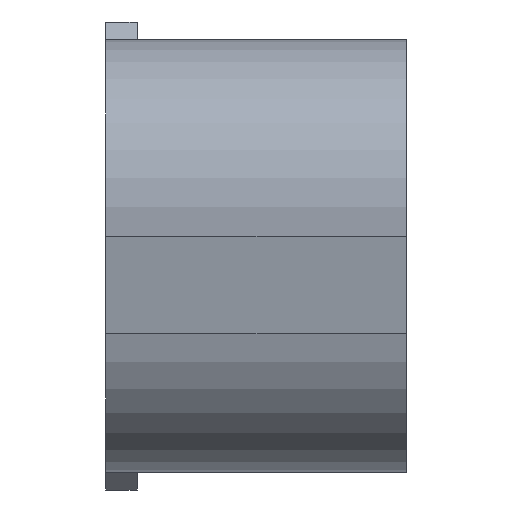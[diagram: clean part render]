
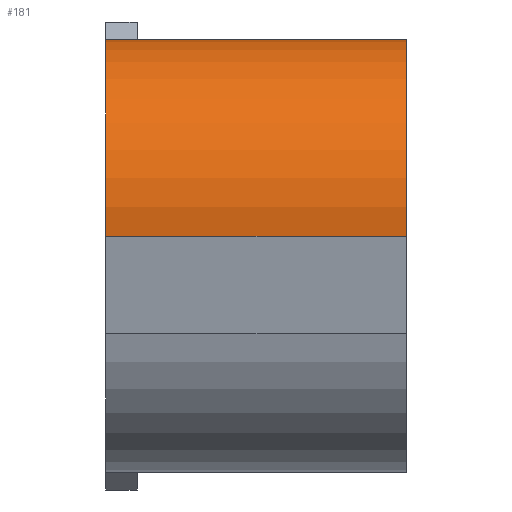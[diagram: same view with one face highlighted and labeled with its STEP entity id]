
A CAD part, left-side view. The second image highlights one B-rep face of the part: STEP entity #181.
In plain terms, the highlighted cylindrical face has radius 4.3 mm (diameter 8.6 mm), a partial arc.
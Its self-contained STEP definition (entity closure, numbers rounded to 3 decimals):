
#181 = ADVANCED_FACE( '', ( #359 ), #360, .T. );
#359 = FACE_OUTER_BOUND( '', #531, .T. );
#360 = CYLINDRICAL_SURFACE( '', #532, 4.3 );
#531 = EDGE_LOOP( '', ( #1044, #1045, #1046, #1047 ) );
#532 = AXIS2_PLACEMENT_3D( '', #1048, #1049, #1050 );
#1044 = ORIENTED_EDGE( '', *, *, #1192, .F. );
#1045 = ORIENTED_EDGE( '', *, *, #1167, .F. );
#1046 = ORIENTED_EDGE( '', *, *, #1086, .T. );
#1047 = ORIENTED_EDGE( '', *, *, #1143, .T. );
#1048 = CARTESIAN_POINT( '', ( -24.7, -3.85, 1.25 ) );
#1049 = DIRECTION( '', ( 0., -1., 0. ) );
#1050 = DIRECTION( '', ( 0., 0., 1. ) );
#1086 = EDGE_CURVE( '', #1307, #1305, #1308, .T. );
#1143 = EDGE_CURVE( '', #1305, #1406, #1408, .T. );
#1167 = EDGE_CURVE( '', #1307, #1441, #1443, .T. );
#1192 = EDGE_CURVE( '', #1441, #1406, #1481, .T. );
#1305 = VERTEX_POINT( '', #1624 );
#1307 = VERTEX_POINT( '', #1627 );
#1308 = CIRCLE( '', #1628, 4.3 );
#1406 = VERTEX_POINT( '', #1794 );
#1408 = LINE( '', #1797, #1798 );
#1441 = VERTEX_POINT( '', #1872 );
#1443 = LINE( '', #1875, #1876 );
#1481 = CIRCLE( '', #1947, 4.3 );
#1624 = CARTESIAN_POINT( '', ( -24.7, -3.85, 5.55 ) );
#1627 = CARTESIAN_POINT( '', ( -28.935, -3.85, 0.503 ) );
#1628 = AXIS2_PLACEMENT_3D( '', #2172, #2173, #2174 );
#1794 = CARTESIAN_POINT( '', ( -24.7, 3.85, 5.55 ) );
#1797 = CARTESIAN_POINT( '', ( -24.7, -3.85, 5.55 ) );
#1798 = VECTOR( '', #2240, 1000. );
#1872 = CARTESIAN_POINT( '', ( -28.935, 3.85, 0.503 ) );
#1875 = CARTESIAN_POINT( '', ( -28.935, -3.85, 0.503 ) );
#1876 = VECTOR( '', #2267, 1000. );
#1947 = AXIS2_PLACEMENT_3D( '', #2287, #2288, #2289 );
#2172 = CARTESIAN_POINT( '', ( -24.7, -3.85, 1.25 ) );
#2173 = DIRECTION( '', ( 0., 1., 0. ) );
#2174 = DIRECTION( '', ( 1., 0., 0. ) );
#2240 = DIRECTION( '', ( 0., 1., 0. ) );
#2267 = DIRECTION( '', ( 0., 1., 0. ) );
#2287 = CARTESIAN_POINT( '', ( -24.7, 3.85, 1.25 ) );
#2288 = DIRECTION( '', ( 0., 1., 0. ) );
#2289 = DIRECTION( '', ( 1., 0., 0. ) );
